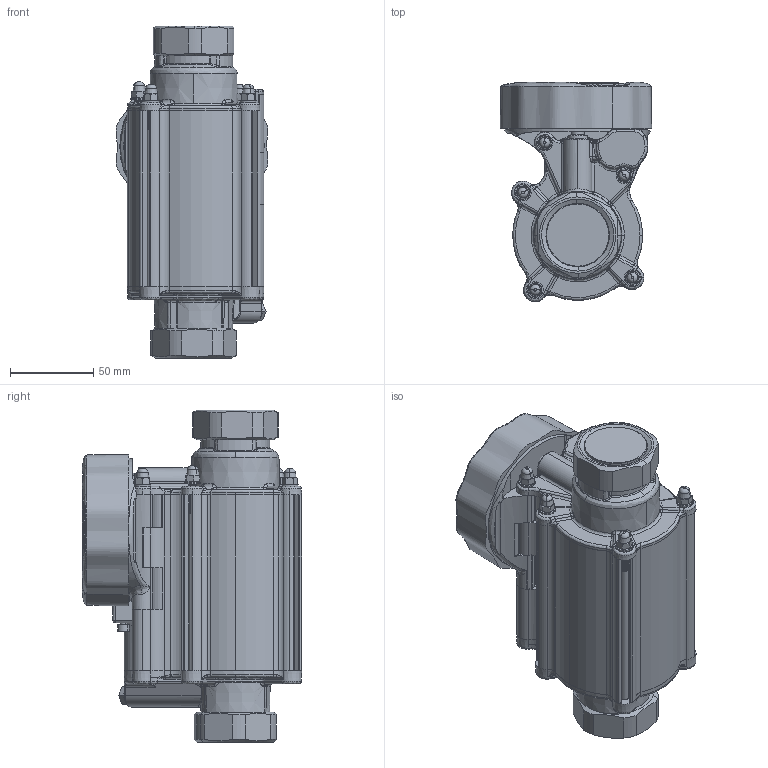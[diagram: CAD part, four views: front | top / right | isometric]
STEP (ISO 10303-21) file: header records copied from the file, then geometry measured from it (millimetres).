
FILE_DESCRIPTION (( 'STEP AP203' ), '1' );
FILE_NAME ('PAP-L032.STEP', '2022-10-03T12:56:43', ( '' ), ( '' ), 'SwSTEP 2.0', 'SolidWorks 2021', '' );
FILE_SCHEMA (( 'CONFIG_CONTROL_DESIGN' ));
Length unit declared in the file: millimetre
Products named in the file (1): PAP-L032
Bounding box: 91.43 x 132.05 x 200 mm (x, y, z)
Volume: 1297014.4 mm3; surface area: 228048.9 mm2
Topology: 33 solids, 34 shells, 2749 faces, 6956 edges, 4281 vertices
Faces by surface type: cone 848, cylinder 813, plane 521, bspline 486, torus 75, sphere 6
Entity records: 117659 total; most frequent: CARTESIAN_POINT 54000, ORIENTED_EDGE 13784, DIRECTION 13298, EDGE_CURVE 6892, AXIS2_PLACEMENT_3D 5452, VERTEX_POINT 4281, CIRCLE 3188, EDGE_LOOP 2879
